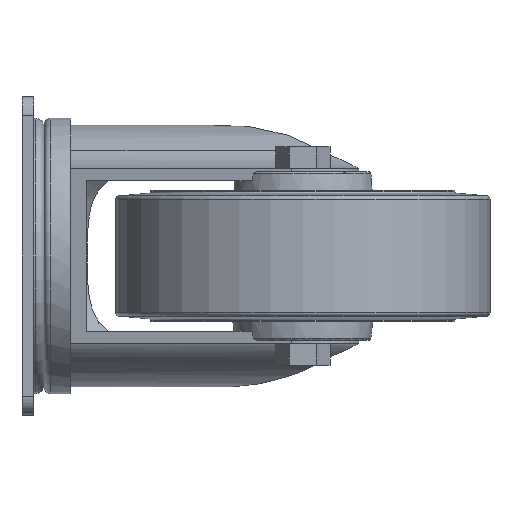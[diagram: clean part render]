
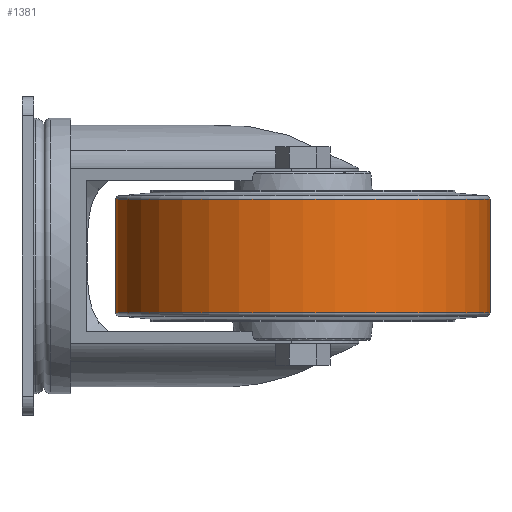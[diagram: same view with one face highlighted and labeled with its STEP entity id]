
A CAD part, left-side view. The second image highlights one B-rep face of the part: STEP entity #1381.
In plain terms, the highlighted cylindrical face has radius 50 mm (diameter 100 mm), a full revolution.
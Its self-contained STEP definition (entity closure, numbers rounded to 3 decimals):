
#150=CIRCLE('',#1547,50.);
#151=CIRCLE('',#1549,50.);
#671=ORIENTED_EDGE('',*,*,#871,.T.);
#672=ORIENTED_EDGE('',*,*,#870,.F.);
#870=EDGE_CURVE('',#1005,#1005,#150,.T.);
#871=EDGE_CURVE('',#1006,#1006,#151,.T.);
#1005=VERTEX_POINT('',#2416);
#1006=VERTEX_POINT('',#2419);
#1131=EDGE_LOOP('',(#671));
#1132=EDGE_LOOP('',(#672));
#1258=FACE_BOUND('',#1131,.T.);
#1259=FACE_BOUND('',#1132,.T.);
#1306=CYLINDRICAL_SURFACE('',#1548,50.);
#1381=ADVANCED_FACE('',(#1258,#1259),#1306,.T.);
#1547=AXIS2_PLACEMENT_3D('',#2415,#1934,#1935);
#1548=AXIS2_PLACEMENT_3D('',#2417,#1936,#1937);
#1549=AXIS2_PLACEMENT_3D('',#2418,#1938,#1939);
#1934=DIRECTION('',(0.,0.,-1.));
#1935=DIRECTION('',(-1.,0.,0.));
#1936=DIRECTION('',(0.,0.,-1.));
#1937=DIRECTION('',(-1.,0.,0.));
#1938=DIRECTION('',(0.,0.,-1.));
#1939=DIRECTION('',(-1.,0.,0.));
#2415=CARTESIAN_POINT('',(0.,0.,-15.12));
#2416=CARTESIAN_POINT('',(-50.,0.,-15.12));
#2417=CARTESIAN_POINT('',(0.,0.,-22.5));
#2418=CARTESIAN_POINT('',(0.,0.,15.12));
#2419=CARTESIAN_POINT('',(-50.,0.,15.12));
